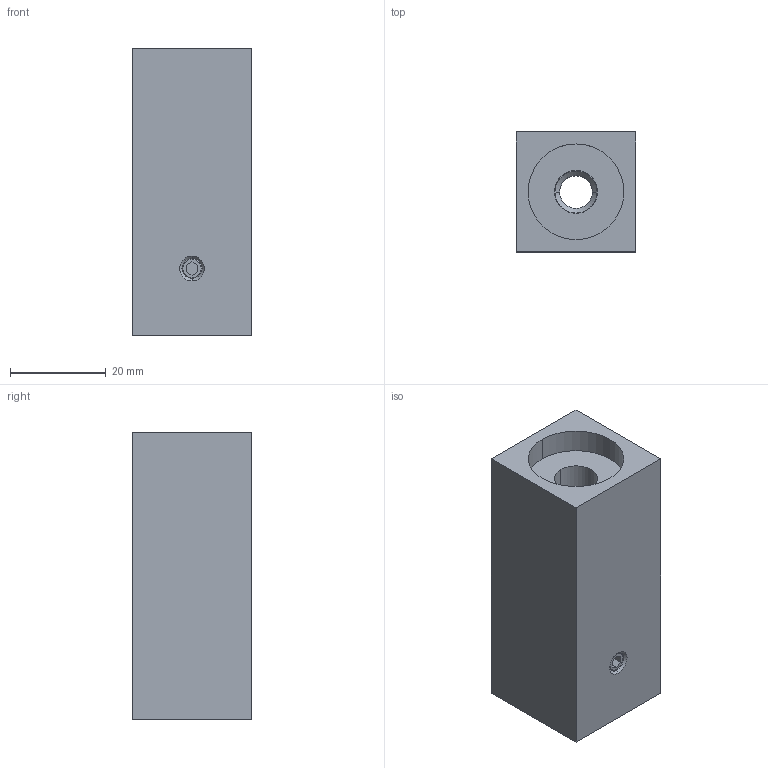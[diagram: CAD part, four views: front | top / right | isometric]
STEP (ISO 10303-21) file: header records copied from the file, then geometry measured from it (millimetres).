
FILE_DESCRIPTION (( 'STEP AP203' ), '1' );
FILE_NAME ('51185-240.STEP', '2022-02-03T15:44:18', ( '' ), ( '' ), 'SwSTEP 2.0', 'SolidWorks 2018', '' );
FILE_SCHEMA (( 'CONFIG_CONTROL_DESIGN' ));
Length unit declared in the file: millimetre
Products named in the file (8): 51185-240; 51185-240 Teil2; 51185-240 Teil1; DIN914_DIN 914 M5x5; DIN914; 51185-240 Teil1_51185-240 Teil1; 51185-240 Teil2_51185-240 Teil2
Assembly tree (4 placements, depth 2):
  51185-240
    51185-240 Teil1_51185-240 Teil1
    51185-240 Teil2_51185-240 Teil2
    DIN914_DIN 914 M5x5
  51185-240
    DIN914
  51185-240 Teil2
  51185-240 Teil1
Bounding box: 25 x 25 x 60 mm (x, y, z)
Volume: 30405.7 mm3; surface area: 12058.2 mm2
Topology: 3 solids, 3 shells, 319 faces, 839 edges, 554 vertices
Faces by surface type: plane 146, bspline 116, cylinder 41, cone 16
Entity records: 16426 total; most frequent: CARTESIAN_POINT 8503, ORIENTED_EDGE 1676, DIRECTION 1166, EDGE_CURVE 838, VERTEX_POINT 552, LINE 424, VECTOR 424, AXIS2_PLACEMENT_3D 371
